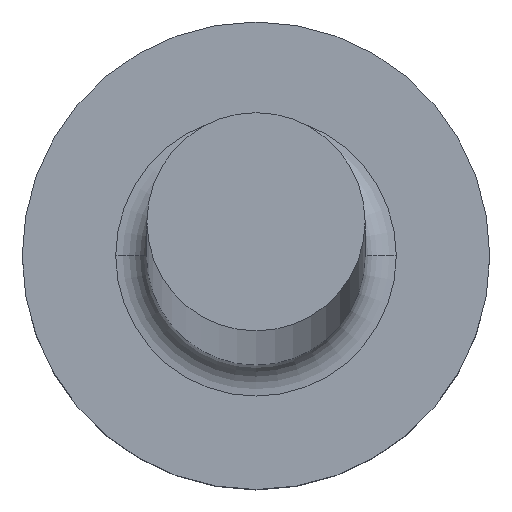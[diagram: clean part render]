
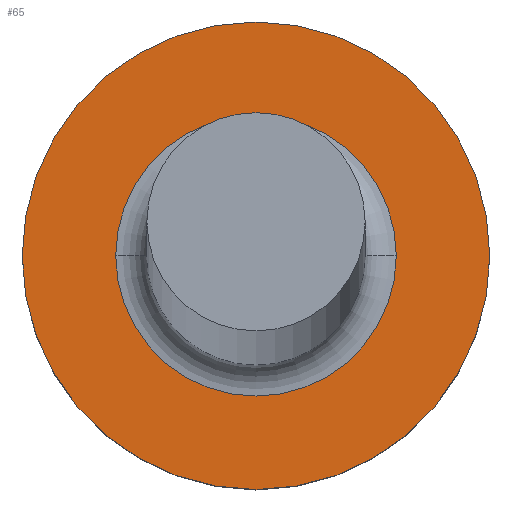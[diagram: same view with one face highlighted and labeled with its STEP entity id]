
A CAD part, top view. The second image highlights one B-rep face of the part: STEP entity #65.
In plain terms, the highlighted planar face has unit normal (0, 0, 1).
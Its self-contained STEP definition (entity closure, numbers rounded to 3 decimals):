
#3 = DIRECTION ( 'NONE',  ( 0., 0., 1. ) ) ;
#7 = CARTESIAN_POINT ( 'NONE',  ( 1.5, 0., 1.5 ) ) ;
#11 = AXIS2_PLACEMENT_3D ( 'NONE', #272, #254, #128 ) ;
#25 = ORIENTED_EDGE ( 'NONE', *, *, #219, .T. ) ;
#29 = FACE_OUTER_BOUND ( 'NONE', #226, .T. ) ;
#31 = CIRCLE ( 'NONE', #143, 0.9 ) ;
#47 = VERTEX_POINT ( 'NONE', #290 ) ;
#51 = DIRECTION ( 'NONE',  ( 0., 0., -1. ) ) ;
#52 = AXIS2_PLACEMENT_3D ( 'NONE', #250, #228, #271 ) ;
#62 = DIRECTION ( 'NONE',  ( 0., 0., -1. ) ) ;
#63 = DIRECTION ( 'NONE',  ( 1., 0., 0. ) ) ;
#65 = ADVANCED_FACE ( 'NONE', ( #144, #29 ), #268, .T. ) ;
#72 = VERTEX_POINT ( 'NONE', #203 ) ;
#74 = CIRCLE ( 'NONE', #11, 1.5 ) ;
#87 = EDGE_CURVE ( 'NONE', #283, #47, #31, .T. ) ;
#88 = CARTESIAN_POINT ( 'NONE',  ( 0., 0., 1.5 ) ) ;
#90 = CIRCLE ( 'NONE', #52, 1.5 ) ;
#97 = VERTEX_POINT ( 'NONE', #7 ) ;
#103 = EDGE_CURVE ( 'NONE', #72, #97, #74, .T. ) ;
#115 = AXIS2_PLACEMENT_3D ( 'NONE', #88, #62, #63 ) ;
#128 = DIRECTION ( 'NONE',  ( 1., 0., 0. ) ) ;
#129 = EDGE_CURVE ( 'NONE', #97, #72, #90, .T. ) ;
#143 = AXIS2_PLACEMENT_3D ( 'NONE', #244, #51, #225 ) ;
#144 = FACE_BOUND ( 'NONE', #169, .T. ) ;
#169 = EDGE_LOOP ( 'NONE', ( #25, #238 ) ) ;
#176 = ORIENTED_EDGE ( 'NONE', *, *, #129, .T. ) ;
#203 = CARTESIAN_POINT ( 'NONE',  ( -1.5, 0., 1.5 ) ) ;
#219 = EDGE_CURVE ( 'NONE', #47, #283, #256, .T. ) ;
#225 = DIRECTION ( 'NONE',  ( 1., 0., 0. ) ) ;
#226 = EDGE_LOOP ( 'NONE', ( #288, #176 ) ) ;
#228 = DIRECTION ( 'NONE',  ( 0., 0., 1. ) ) ;
#238 = ORIENTED_EDGE ( 'NONE', *, *, #87, .T. ) ;
#241 = CARTESIAN_POINT ( 'NONE',  ( 0., 0., 1.5 ) ) ;
#244 = CARTESIAN_POINT ( 'NONE',  ( 0., 0., 1.5 ) ) ;
#246 = AXIS2_PLACEMENT_3D ( 'NONE', #241, #3, #267 ) ;
#250 = CARTESIAN_POINT ( 'NONE',  ( 0., 0., 1.5 ) ) ;
#254 = DIRECTION ( 'NONE',  ( 0., 0., 1. ) ) ;
#256 = CIRCLE ( 'NONE', #115, 0.9 ) ;
#267 = DIRECTION ( 'NONE',  ( 1., 0., 0. ) ) ;
#268 = PLANE ( 'NONE',  #246 ) ;
#271 = DIRECTION ( 'NONE',  ( 1., 0., 0. ) ) ;
#272 = CARTESIAN_POINT ( 'NONE',  ( 0., 0., 1.5 ) ) ;
#280 = CARTESIAN_POINT ( 'NONE',  ( -0.9, 0., 1.5 ) ) ;
#283 = VERTEX_POINT ( 'NONE', #280 ) ;
#288 = ORIENTED_EDGE ( 'NONE', *, *, #103, .T. ) ;
#290 = CARTESIAN_POINT ( 'NONE',  ( 0.9, 0., 1.5 ) ) ;
